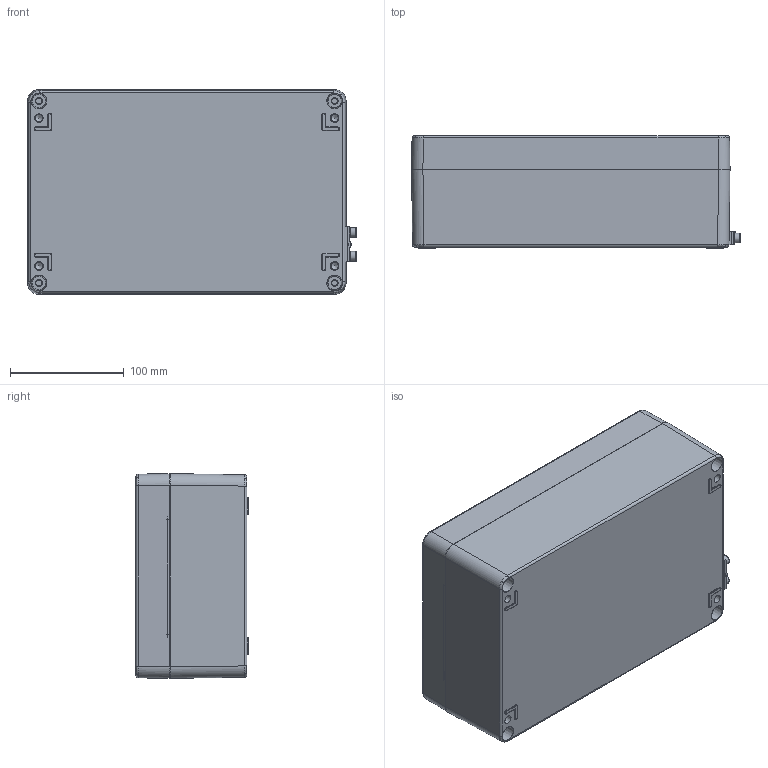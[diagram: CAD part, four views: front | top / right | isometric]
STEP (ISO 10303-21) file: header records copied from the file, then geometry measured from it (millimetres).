
FILE_DESCRIPTION(/* description */ (''),/* implementation_level */ '2;1');
FILE_NAME(/* name */ '15281810000-RST.stp',/* time_stamp */ '2021-09-08T11:08:45+02:00',/* author */ ('sl'),/* organization */ (''),/* preprocessor_version */ 'ST-DEVELOPER v16.5',/* originating_system */ 'Autodesk Inventor 2017',/* authorisation */ '');
FILE_SCHEMA (('AUTOMOTIVE_DESIGN { 1 0 10303 214 3 1 1 }'));
Products named in the file (13): Alu-Ex-Gehäuse-24-BG-0001-15_281810_000; Deckel-Alu-Ex-Gehäuse-24-BG-0003-15_281810_000; Deckel-Alu-Ex-Gehäuse-24-BT-0001-15_281810_000; Dichtlippe-Alu-Ex-Gehäuse-24-BT-0003-15_281810_000; UT-Alu-Ex-Gehäuse-24-BG-0002-15_281810_000; UT-Alu-Ex-Gehäuse-24-BG-0002-15_281810_000_1; Dop-Erdungsschraube1; Dop-Erdungsschraube-Teil1; Dop-Erdungsschraube-Teil6; Dop-Erdungsschraube-Teil5; Dop-Erdungsschraube-Teil7; Erdung92081; SchraubeM6x35-10
Assembly tree (21 placements, depth 4):
  Alu-Ex-Gehäuse-24-BG-0001-15_281810_000
    Deckel-Alu-Ex-Gehäuse-24-BG-0003-15_281810_000
      Deckel-Alu-Ex-Gehäuse-24-BT-0001-15_281810_000
      Dichtlippe-Alu-Ex-Gehäuse-24-BT-0003-15_281810_000
      Erdung92081
    UT-Alu-Ex-Gehäuse-24-BG-0002-15_281810_000
      UT-Alu-Ex-Gehäuse-24-BG-0002-15_281810_000_1
      Dop-Erdungsschraube1
        Dop-Erdungsschraube-Teil1
        Dop-Erdungsschraube-Teil5  x2
        Dop-Erdungsschraube-Teil6
        Dop-Erdungsschraube-Teil7  x2
      Erdung92081  x4
    SchraubeM6x35-10  x4
Bounding box: 289.17 x 98.6 x 180 mm (x, y, z)
Volume: 960579.7 mm3; surface area: 410703.5 mm2
Topology: 18 solids, 18 shells, 1228 faces, 2786 edges, 1654 vertices
Faces by surface type: plane 444, cylinder 302, bspline 284, cone 99, torus 91, sphere 8
Full cylindrical faces by diameter (mm): 1.8 x1, 1.9 x1, 4.7 x5, 5 x18, 5.3 x4, 6 x4, 6.5 x8, 8 x5, 8.393 x4, 8.5 x2
Entity records: 49581 total; most frequent: CARTESIAN_POINT 28950, ORIENTED_EDGE 4166, DIRECTION 3951, EDGE_CURVE 2083, AXIS2_PLACEMENT_3D 1517, VERTEX_POINT 1287, EDGE_LOOP 1254, FACE_OUTER_BOUND 1016
